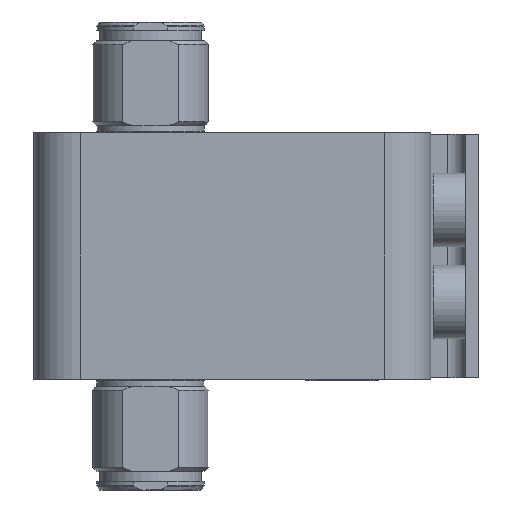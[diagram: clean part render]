
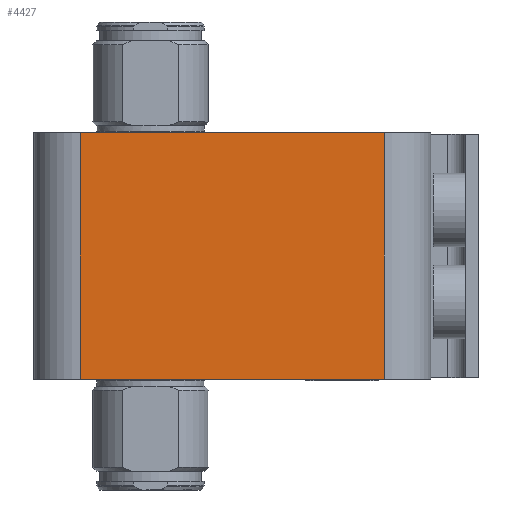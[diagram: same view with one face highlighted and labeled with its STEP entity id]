
A CAD part, front view. The second image highlights one B-rep face of the part: STEP entity #4427.
In plain terms, the highlighted planar face has unit normal (0, -1, 0).
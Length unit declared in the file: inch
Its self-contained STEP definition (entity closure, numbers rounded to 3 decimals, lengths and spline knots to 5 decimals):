
#4427 = ADVANCED_FACE ( 'NONE', ( #86441 ), #55498, .F. ) ;
#14890 = CARTESIAN_POINT ( 'NONE',  ( -1.03, -0.785, -0.834 ) ) ;
#17348 = EDGE_CURVE ( 'NONE', #50883, #49708, #73732, .T. ) ;
#19654 = EDGE_LOOP ( 'NONE', ( #104136, #65828, #121393, #21093 ) ) ;
#21093 = ORIENTED_EDGE ( 'NONE', *, *, #101891, .T. ) ;
#23713 = DIRECTION ( 'NONE',  ( 0., 0., -1. ) ) ;
#26118 = LINE ( 'NONE', #86018, #97860 ) ;
#27004 = VECTOR ( 'NONE', #23713, 39.37008 ) ;
#34126 = VERTEX_POINT ( 'NONE', #75859 ) ;
#42453 = CARTESIAN_POINT ( 'NONE',  ( 1.03, -0.785, -0.834 ) ) ;
#45628 = DIRECTION ( 'NONE',  ( 0., 1., 0. ) ) ;
#49708 = VERTEX_POINT ( 'NONE', #108793 ) ;
#50883 = VERTEX_POINT ( 'NONE', #92700 ) ;
#55498 = PLANE ( 'NONE',  #55767 ) ;
#55767 = AXIS2_PLACEMENT_3D ( 'NONE', #95662, #45628, #85808 ) ;
#63157 = DIRECTION ( 'NONE',  ( 1., 0., 0. ) ) ;
#65828 = ORIENTED_EDGE ( 'NONE', *, *, #89526, .F. ) ;
#73732 = LINE ( 'NONE', #82954, #89459 ) ;
#75859 = CARTESIAN_POINT ( 'NONE',  ( -1.03, -0.785, -0.834 ) ) ;
#82929 = LINE ( 'NONE', #112599, #27004 ) ;
#82954 = CARTESIAN_POINT ( 'NONE',  ( -1.03, -0.785, 0.834 ) ) ;
#85808 = DIRECTION ( 'NONE',  ( 0., 0., 1. ) ) ;
#86018 = CARTESIAN_POINT ( 'NONE',  ( 1.03, -0.785, 0.834 ) ) ;
#86441 = FACE_OUTER_BOUND ( 'NONE', #19654, .T. ) ;
#89459 = VECTOR ( 'NONE', #63157, 39.37008 ) ;
#89526 = EDGE_CURVE ( 'NONE', #49708, #110904, #26118, .T. ) ;
#92700 = CARTESIAN_POINT ( 'NONE',  ( -1.03, -0.785, 0.834 ) ) ;
#95662 = CARTESIAN_POINT ( 'NONE',  ( -1.03, -0.785, 0.834 ) ) ;
#97860 = VECTOR ( 'NONE', #104503, 39.37008 ) ;
#101891 = EDGE_CURVE ( 'NONE', #50883, #34126, #82929, .T. ) ;
#104136 = ORIENTED_EDGE ( 'NONE', *, *, #104352, .T. ) ;
#104352 = EDGE_CURVE ( 'NONE', #34126, #110904, #124651, .T. ) ;
#104503 = DIRECTION ( 'NONE',  ( 0., 0., -1. ) ) ;
#104982 = VECTOR ( 'NONE', #125310, 39.37008 ) ;
#108793 = CARTESIAN_POINT ( 'NONE',  ( 1.03, -0.785, 0.834 ) ) ;
#110904 = VERTEX_POINT ( 'NONE', #42453 ) ;
#112599 = CARTESIAN_POINT ( 'NONE',  ( -1.03, -0.785, 0.834 ) ) ;
#121393 = ORIENTED_EDGE ( 'NONE', *, *, #17348, .F. ) ;
#124651 = LINE ( 'NONE', #14890, #104982 ) ;
#125310 = DIRECTION ( 'NONE',  ( 1., 0., 0. ) ) ;
